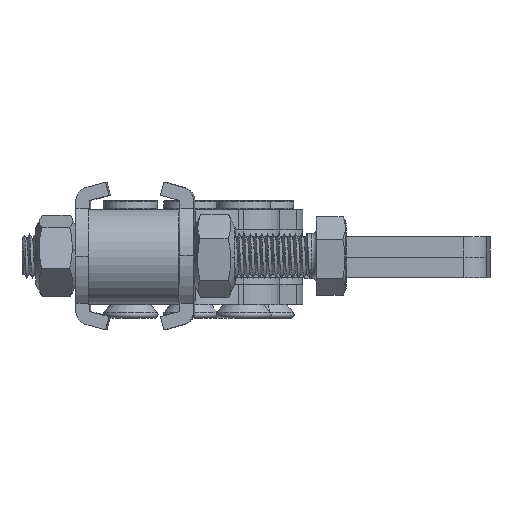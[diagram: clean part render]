
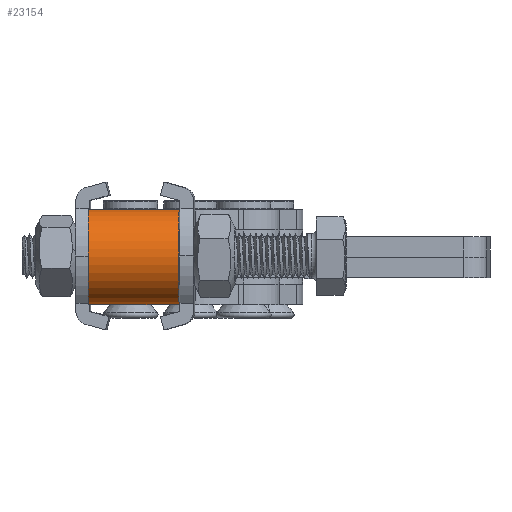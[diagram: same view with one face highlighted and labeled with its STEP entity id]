
A CAD part, left-side view. The second image highlights one B-rep face of the part: STEP entity #23154.
In plain terms, the highlighted cylindrical face has radius 10.5 mm (diameter 21 mm), a partial arc.
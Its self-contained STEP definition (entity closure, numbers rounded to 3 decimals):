
#8371 = DIRECTION ( 'NONE',  ( 0., 1., 0. ) ) ;
#8372 = VECTOR ( 'NONE', #8371, 1000. ) ;
#8373 = CARTESIAN_POINT ( 'NONE',  ( -107.153, 21., 2.398 ) ) ;
#8374 = LINE ( 'NONE', #8373, #8372 ) ;
#8377 = CYLINDRICAL_SURFACE ( 'NONE', #8436, 10.5 ) ;
#8407 = CARTESIAN_POINT ( 'NONE',  ( -107.153, 21., 12.898 ) ) ;
#8421 = DIRECTION ( 'NONE',  ( 0., 1., 0. ) ) ;
#8422 = FACE_OUTER_BOUND ( 'NONE', #23107, .T. ) ;
#8436 = AXIS2_PLACEMENT_3D ( 'NONE', #8407, #8421, #8465 ) ;
#8465 = DIRECTION ( 'NONE',  ( 0., 0., 1. ) ) ;
#20114 = VERTEX_POINT ( 'NONE', #30110 ) ;
#20254 = EDGE_CURVE ( 'NONE', #20256, #20114, #30424, .T. ) ;
#20256 = VERTEX_POINT ( 'NONE', #30428 ) ;
#21383 = VERTEX_POINT ( 'NONE', #34160 ) ;
#21389 = EDGE_CURVE ( 'NONE', #21383, #20256, #34157, .T. ) ;
#21420 = EDGE_CURVE ( 'NONE', #21421, #20114, #34227, .T. ) ;
#21421 = VERTEX_POINT ( 'NONE', #34262 ) ;
#23099 = ORIENTED_EDGE ( 'NONE', *, *, #21389, .F. ) ;
#23107 = EDGE_LOOP ( 'NONE', ( #23099, #23156, #23155, #23158 ) ) ;
#23117 = EDGE_CURVE ( 'NONE', #21421, #21383, #8374, .T. ) ;
#23154 = ADVANCED_FACE ( 'NONE', ( #8422 ), #8377, .T. ) ;
#23155 = ORIENTED_EDGE ( 'NONE', *, *, #21420, .T. ) ;
#23156 = ORIENTED_EDGE ( 'NONE', *, *, #23117, .F. ) ;
#23158 = ORIENTED_EDGE ( 'NONE', *, *, #20254, .F. ) ;
#30110 = CARTESIAN_POINT ( 'NONE',  ( -107.153, 21., 23.398 ) ) ;
#30424 = LINE ( 'NONE', #30453, #30452 ) ;
#30428 = CARTESIAN_POINT ( 'NONE',  ( -107.153, 41., 23.398 ) ) ;
#30451 = DIRECTION ( 'NONE',  ( 0., -1., 0. ) ) ;
#30452 = VECTOR ( 'NONE', #30451, 1000. ) ;
#30453 = CARTESIAN_POINT ( 'NONE',  ( -107.153, 41., 23.398 ) ) ;
#34157 = CIRCLE ( 'NONE', #34210, 10.5 ) ;
#34160 = CARTESIAN_POINT ( 'NONE',  ( -107.153, 41., 2.398 ) ) ;
#34186 = CARTESIAN_POINT ( 'NONE',  ( -107.153, 41., 12.898 ) ) ;
#34195 = DIRECTION ( 'NONE',  ( 0., 0., 1. ) ) ;
#34196 = DIRECTION ( 'NONE',  ( 0., 1., 0. ) ) ;
#34210 = AXIS2_PLACEMENT_3D ( 'NONE', #34186, #34196, #34195 ) ;
#34227 = CIRCLE ( 'NONE', #34268, 10.5 ) ;
#34250 = DIRECTION ( 'NONE',  ( 0., 0., 1. ) ) ;
#34251 = DIRECTION ( 'NONE',  ( 0., 1., 0. ) ) ;
#34261 = CARTESIAN_POINT ( 'NONE',  ( -107.153, 21., 12.898 ) ) ;
#34262 = CARTESIAN_POINT ( 'NONE',  ( -107.153, 21., 2.398 ) ) ;
#34268 = AXIS2_PLACEMENT_3D ( 'NONE', #34261, #34251, #34250 ) ;
